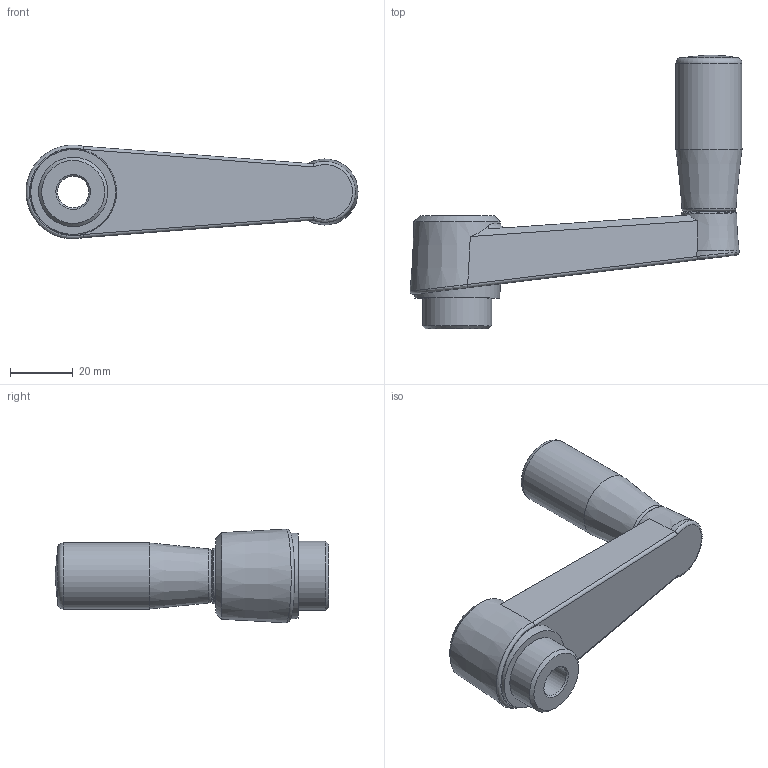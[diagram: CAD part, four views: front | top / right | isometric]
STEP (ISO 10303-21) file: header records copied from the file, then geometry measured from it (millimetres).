
FILE_DESCRIPTION(/* description */ (''),/* implementation_level */ '2;1');
FILE_NAME(/* name */ 'BCH80R.dxf',/* time_stamp */ '2012-11-23T15:04:18+08:00',/* author */ (''),/* organization */ (''),/* preprocessor_version */ 'ST-DEVELOPER v9',/* originating_system */ 'UGS - NX 4.0',/* authorisation */ '');
FILE_SCHEMA (('CONFIG_CONTROL_DESIGN'));
Length unit declared in the file: millimetre
Products named in the file (1): Admi34CExi7y
Bounding box: 105.49 x 87 x 29.78 mm (x, y, z)
Volume: 58090.2 mm3; surface area: 13917 mm2
Topology: 1 solids, 1 shells, 37 faces, 85 edges, 54 vertices
Faces by surface type: plane 12, cone 11, cylinder 7, torus 3, bspline 3, sphere 1
Full cylindrical faces by diameter (mm): 10 x2, 17.5 x1, 21 x1, 22 x1
Entity records: 1248 total; most frequent: CARTESIAN_POINT 450, DIRECTION 146, ORIENTED_EDGE 122, AXIS2_PLACEMENT_3D 69, EDGE_LOOP 61, EDGE_CURVE 61, VERTEX_POINT 48, ADVANCED_FACE 37
